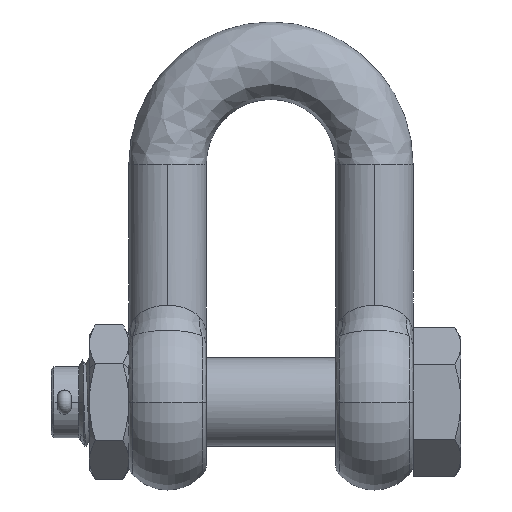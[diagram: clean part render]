
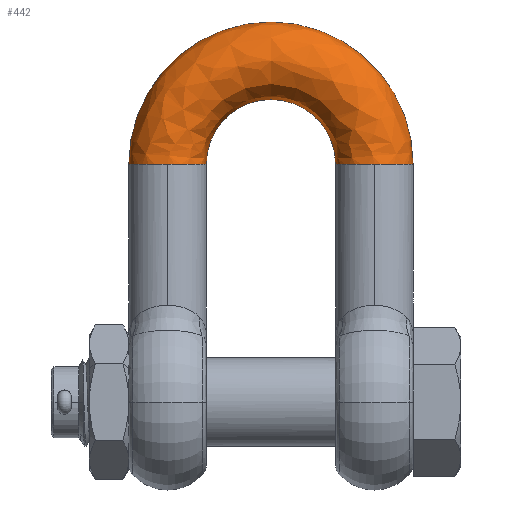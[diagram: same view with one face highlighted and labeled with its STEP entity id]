
A CAD part, top view. The second image highlights one B-rep face of the part: STEP entity #442.
In plain terms, the highlighted free-form (B-spline) face has degree [3, 3] with [4, 4] control points.
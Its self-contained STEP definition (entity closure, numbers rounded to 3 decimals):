
#442=ADVANCED_FACE('NONE',(#1555),#1556,.F.);
#1555=FACE_OUTER_BOUND('',#7039,.T.);
#1556=(B_SPLINE_SURFACE(3,3,((#7041,#7042,#7043,#7044),(#7045,#7046,#7047,#7048),(#7049,#7050,#7051,#7052),(#7053,#7054,#7055,#7056)),.UNSPECIFIED.,.F.,.F.,.F.)B_SPLINE_SURFACE_WITH_KNOTS((4,4),(4,4),(0.0,1.0),(0.0,1.0),.UNSPECIFIED.)RATIONAL_B_SPLINE_SURFACE(((1.0,0.333,0.333,1.0),(0.333,0.111,0.111,0.333),(0.333,0.111,0.111,0.333),(1.0,0.333,0.333,1.0)))BOUNDED_SURFACE()REPRESENTATION_ITEM('')GEOMETRIC_REPRESENTATION_ITEM()SURFACE());
#7039=EDGE_LOOP('',(#15019,#15020,#15021,#15022,#15023,#15024));
#7041=CARTESIAN_POINT('',(-47.5,175.0,0.));
#7042=CARTESIAN_POINT('',(-47.5,270.,0.));
#7043=CARTESIAN_POINT('',(47.5,270.,0.));
#7044=CARTESIAN_POINT('',(47.5,175.,0.));
#7045=CARTESIAN_POINT('',(-47.5,175.0,57.));
#7046=CARTESIAN_POINT('',(-47.5,270.,57.));
#7047=CARTESIAN_POINT('',(47.5,270.,57.));
#7048=CARTESIAN_POINT('',(47.5,175.,57.));
#7049=CARTESIAN_POINT('',(-104.5,175.0,57.0));
#7050=CARTESIAN_POINT('',(-104.5,384.,57.0));
#7051=CARTESIAN_POINT('',(104.5,384.,57.0));
#7052=CARTESIAN_POINT('',(104.5,175.,57.0));
#7053=CARTESIAN_POINT('',(-104.5,175.0,0.));
#7054=CARTESIAN_POINT('',(-104.5,384.,0.));
#7055=CARTESIAN_POINT('',(104.5,384.,0.));
#7056=CARTESIAN_POINT('',(104.5,175.,0.));
#15019=ORIENTED_EDGE('',*,*,#18062,.F.);
#15020=ORIENTED_EDGE('',*,*,#18928,.T.);
#15021=ORIENTED_EDGE('',*,*,#18929,.T.);
#15022=ORIENTED_EDGE('',*,*,#17948,.T.);
#15023=ORIENTED_EDGE('',*,*,#18930,.T.);
#15024=ORIENTED_EDGE('',*,*,#18837,.F.);
#17948=EDGE_CURVE('NONE',#20008,#20009,#20010,.T.);
#18062=EDGE_CURVE('NONE',#20235,#20237,#20238,.T.);
#18837=EDGE_CURVE('NONE',#20237,#21569,#21570,.T.);
#18928=EDGE_CURVE('NONE',#20235,#21690,#21691,.T.);
#18929=EDGE_CURVE('NONE',#21690,#20008,#21692,.T.);
#18930=EDGE_CURVE('NONE',#20009,#21569,#21693,.T.);
#20008=VERTEX_POINT('NONE',#25407);
#20009=VERTEX_POINT('NONE',#25408);
#20010=CIRCLE('',#25409,28.5);
#20235=VERTEX_POINT('NONE',#26021);
#20237=VERTEX_POINT('NONE',#26023);
#20238=CIRCLE('',#26024,28.5);
#21569=VERTEX_POINT('NONE',#30533);
#21570=CIRCLE('',#30534,28.5);
#21690=VERTEX_POINT('NONE',#30806);
#21691=CIRCLE('',#30807,47.5);
#21692=CIRCLE('',#30808,28.5);
#21693=CIRCLE('',#30809,104.5);
#25407=CARTESIAN_POINT('',(76.0,175.0,28.5));
#25408=CARTESIAN_POINT('',(104.5,175.0,0.));
#25409=AXIS2_PLACEMENT_3D('',#35792,#35793,#35794);
#26021=CARTESIAN_POINT('',(-47.5,175.0,0.));
#26023=CARTESIAN_POINT('',(-76.0,175.0,28.5));
#26024=AXIS2_PLACEMENT_3D('',#35904,#35905,#35906);
#30533=CARTESIAN_POINT('',(-104.5,175.0,0.));
#30534=AXIS2_PLACEMENT_3D('',#36638,#36639,#36640);
#30806=CARTESIAN_POINT('',(47.5,175.0,0.));
#30807=AXIS2_PLACEMENT_3D('',#36737,#36738,#36739);
#30808=AXIS2_PLACEMENT_3D('',#36740,#36741,#36742);
#30809=AXIS2_PLACEMENT_3D('',#36743,#36744,#36745);
#35792=CARTESIAN_POINT('',(76.0,175.0,0.0));
#35793=DIRECTION('',(0.0,1.0,0.0));
#35794=DIRECTION('',(1.0,0.0,0.));
#35904=CARTESIAN_POINT('',(-76.0,175.0,0.));
#35905=DIRECTION('',(0.0,-1.0,0.0));
#35906=DIRECTION('',(0.0,0.0,-1.0));
#36638=CARTESIAN_POINT('',(-76.0,175.0,0.));
#36639=DIRECTION('',(0.0,-1.0,0.0));
#36640=DIRECTION('',(0.0,0.0,-1.0));
#36737=CARTESIAN_POINT('',(0.0,175.0,0.));
#36738=DIRECTION('',(0.0,0.0,-1.0));
#36739=DIRECTION('',(-1.0,0.0,0.0));
#36740=CARTESIAN_POINT('',(76.0,175.0,0.0));
#36741=DIRECTION('',(0.0,1.0,0.0));
#36742=DIRECTION('',(1.0,0.0,0.));
#36743=CARTESIAN_POINT('',(0.0,175.0,0.));
#36744=DIRECTION('',(0.0,0.0,1.0));
#36745=DIRECTION('',(-1.0,0.0,0.0));
